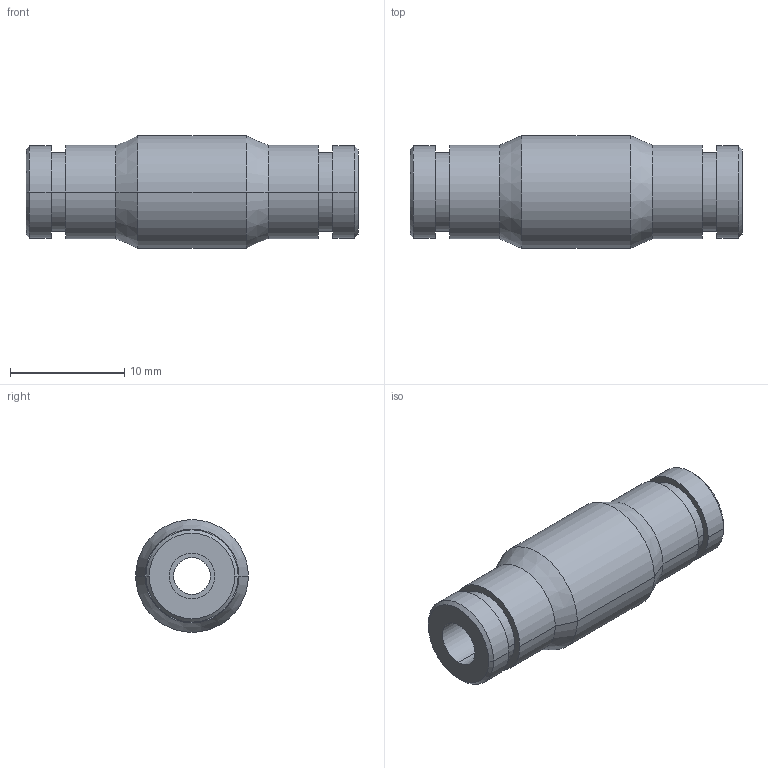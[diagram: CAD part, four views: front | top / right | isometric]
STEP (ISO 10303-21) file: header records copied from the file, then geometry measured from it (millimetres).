
FILE_DESCRIPTION(('STEP AP214'),'1');
FILE_NAME('3806_04_00.stp','2016-07-07T14:27:07',('TraceParts'),('TraceParts S.A.'),'Spatial InterOp 3D',' ',' ');
FILE_SCHEMA(('automotive_design'));
Length unit declared in the file: millimetre
Products named in the file (1): 1
Bounding box: 29 x 9.85 x 9.85 mm (x, y, z)
Volume: 1385.5 mm3; surface area: 1300.5 mm2
Topology: 1 solids, 1 shells, 36 faces, 72 edges, 44 vertices
Faces by surface type: cylinder 20, cone 8, plane 8
Entity records: 963 total; most frequent: DIRECTION 190, CARTESIAN_POINT 153, ORIENTED_EDGE 144, AXIS2_PLACEMENT_3D 81, EDGE_CURVE 72, EDGE_LOOP 44, VERTEX_POINT 44, CIRCLE 44
